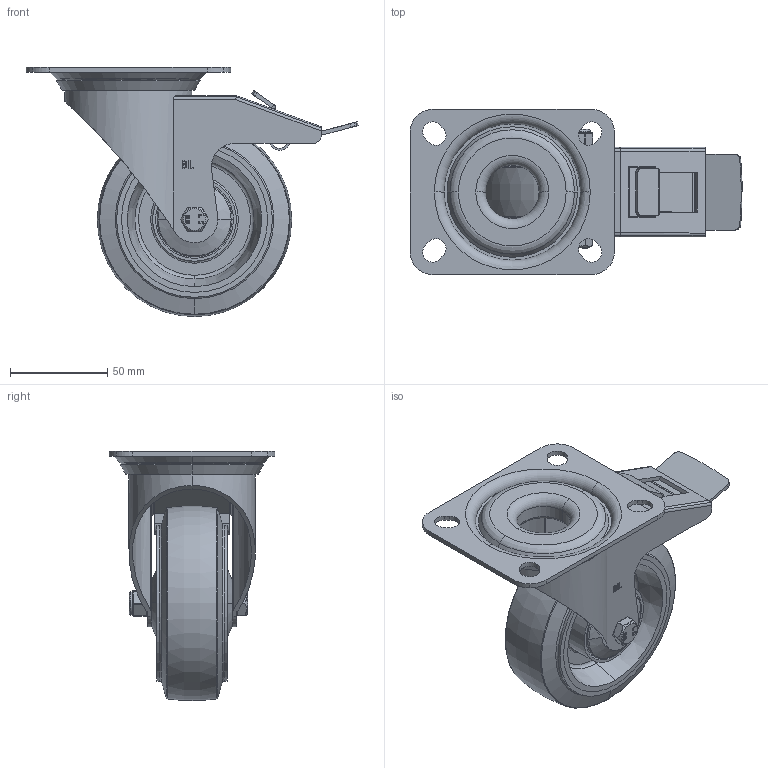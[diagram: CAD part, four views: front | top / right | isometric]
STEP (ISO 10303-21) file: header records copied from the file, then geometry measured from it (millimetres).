
FILE_DESCRIPTION(('STEP AP214'),'1');
FILE_NAME('BZMM100SRNBJSWB.STEP','2022-11-24T11:46:21',(' '),(' '),'Spatial InterOp 3D',' ',' ');
FILE_SCHEMA(('AUTOMOTIVE_DESIGN { 1 0 10303 214 1 1 1 1 }'));
Length unit declared in the file: metre
Products named in the file (31): BZMM100ASSWB 422; BRAKE PAD; ZINC PLATED, PRESSED STEEL TOP PLATE; ZINC PLATED, PRESSED STEEL TOP PLATE Geometry; BALL BEARINGS; Component1; ZINC PLATED, PRESSED STEEL FORKS; BEARING SEAL; ZINC PLATED, PRESSED STEEL BRAKE PEDAL; BZMM100ASSWB 42; BZMM100SRNBJSWB; BZMM100WSRNBJ; 65 SHORE A ELASTIC RUBBER TYRE; NYLON RIM; BEARING 6202; METAL; METAL2; Pattern; Component12; MIDDLE; RUBBER; RUBBER2; HUBCAPM8X42RN; NYLON CAP; HEXBOLTM8X55Z8.8; GRADE 8.8 ZINC PLATED BOLT; NYLOC NUT; NUT; RUBBER3; NYLOCM8Z
Assembly tree (61 placements, depth 6):
  BZMM100SRNBJSWB
    BZMM100ASSWB 42
      BZMM100ASSWB 422
        BRAKE PAD
        ZINC PLATED, PRESSED STEEL TOP PLATE
          ZINC PLATED, PRESSED STEEL TOP PLATE Geometry
          BALL BEARINGS
            Component1  x24
        ZINC PLATED, PRESSED STEEL FORKS
        BEARING SEAL
        ZINC PLATED, PRESSED STEEL BRAKE PEDAL
    BZMM100WSRNBJ
      65 SHORE A ELASTIC RUBBER TYRE
      NYLON RIM
      BEARING 6202
        METAL
        METAL2
        Pattern
          Component12  x8
        MIDDLE
        RUBBER
        RUBBER2
    HUBCAPM8X42RN
      NYLON CAP
    HUBCAPM8X42RN
      NYLON CAP
    HEXBOLTM8X55Z8.8
      GRADE 8.8 ZINC PLATED BOLT
    NYLOCM8Z
      NYLOC NUT
        NUT
        RUBBER3
Bounding box: 170.42 x 85 x 127.89 mm (x, y, z)
Volume: 256448.3 mm3; surface area: 146886.8 mm2
Topology: 49 solids, 49 shells, 1206 faces, 3115 edges, 1938 vertices
Faces by surface type: plane 428, cylinder 364, extrusion 168, sphere 138, torus 60, cone 38, bspline 10
Entity records: 44797 total; most frequent: CARTESIAN_POINT 16803, ORIENTED_EDGE 5648, DIRECTION 5498, EDGE_CURVE 2824, AXIS2_PLACEMENT_3D 1996, VERTEX_POINT 1839, VECTOR 1506, LINE 1338
